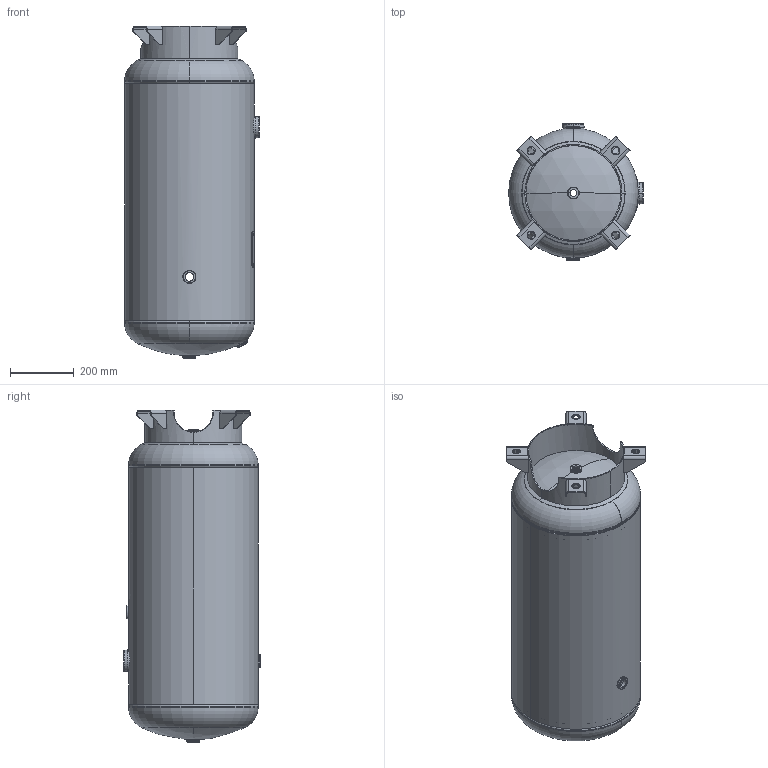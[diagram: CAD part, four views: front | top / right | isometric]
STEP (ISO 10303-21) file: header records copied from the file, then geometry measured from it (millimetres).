
FILE_DESCRIPTION (( 'STEP AP203' ), '1' );
FILE_NAME ('302406.STEP', '2012-02-03T23:31:43', ( '' ), ( '' ), 'SwSTEP 2.0', 'SolidWorks 2011', '' );
FILE_SCHEMA (( 'CONFIG_CONTROL_DESIGN' ));
Length unit declared in the file: inch
Products named in the file (1): 302406
Bounding box: 422.78 x 429.41 x 1042.22 mm (x, y, z)
Surface area: 2779834.3 mm2 (no closed solid volume)
Topology: 0 solids, 29 shells, 264 faces, 691 edges, 448 vertices
Faces by surface type: plane 97, cylinder 85, torus 56, bspline 22, sphere 4
Full cylindrical faces by diameter (mm): 399.999 x1, 406.4 x1
Entity records: 12190 total; most frequent: CARTESIAN_POINT 5724, DIRECTION 1384, ORIENTED_EDGE 1189, EDGE_CURVE 691, AXIS2_PLACEMENT_3D 556, VERTEX_POINT 448, CIRCLE 313, EDGE_LOOP 298
